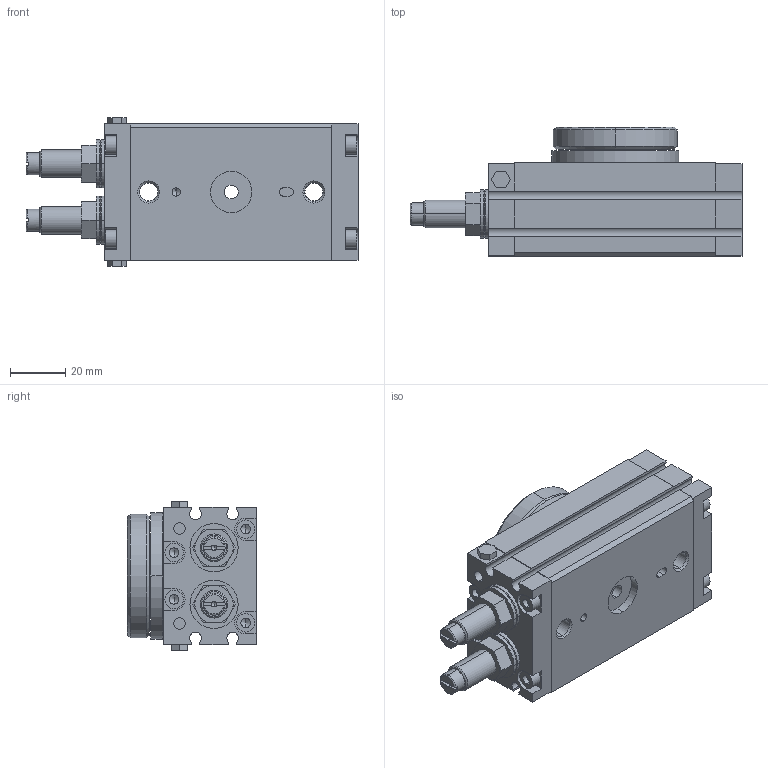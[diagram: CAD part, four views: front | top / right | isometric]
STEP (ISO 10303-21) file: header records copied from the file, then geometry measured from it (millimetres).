
FILE_DESCRIPTION (( 'STEP AP214' ), '1' );
FILE_NAME ('J10MD-MA.step', '2017-07-18T19:54:24', ( '' ), ( '' ), 'SwSTEP 2.0', 'SolidWorks 2017', '' );
FILE_SCHEMA (( 'AUTOMOTIVE_DESIGN' ));
Length unit declared in the file: millimetre
Products named in the file (4): J10MD-MA_table; J10MD-MA_BODY; J10MD-MA; J10MD-MA_M3_91290A109
Assembly tree (8 placements, depth 2):
  J10MD-MA
    J10MD-MA_BODY
    J10MD-MA_table
    J10MD-MA_M3_91290A109  x6
Bounding box: 120.5 x 47 x 54 mm (x, y, z)
Volume: 165250.5 mm3; surface area: 36778.1 mm2
Topology: 8 solids, 8 shells, 739 faces, 1859 edges, 1178 vertices
Faces by surface type: cylinder 350, plane 217, cone 140, torus 20, bspline 12
Entity records: 14054 total; most frequent: CARTESIAN_POINT 3454, DIRECTION 2186, ORIENTED_EDGE 2106, EDGE_CURVE 1053, AXIS2_PLACEMENT_3D 811, VERTEX_POINT 683, LINE 564, VECTOR 564
